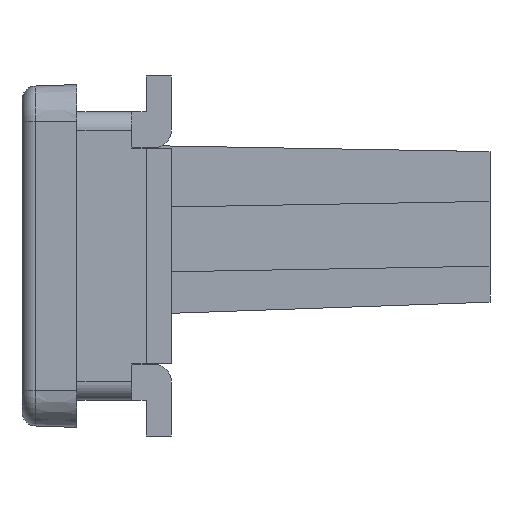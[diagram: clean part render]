
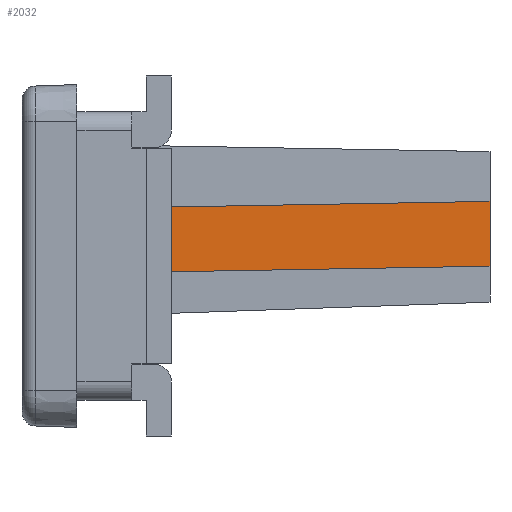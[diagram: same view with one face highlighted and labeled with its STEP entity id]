
A CAD part, left-side view. The second image highlights one B-rep face of the part: STEP entity #2032.
In plain terms, the highlighted planar face has unit normal (-1, -0.018, 0).
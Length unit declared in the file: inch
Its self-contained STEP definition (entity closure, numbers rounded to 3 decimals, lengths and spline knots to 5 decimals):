
#66=PLANE('',#2171);
#157=FACE_OUTER_BOUND('',#260,.T.);
#260=EDGE_LOOP('',(#1554,#1555,#1556,#1557));
#403=LINE('',#2961,#648);
#410=LINE('',#2974,#655);
#455=LINE('',#3080,#700);
#456=LINE('',#3082,#701);
#648=VECTOR('',#2400,0.45195);
#655=VECTOR('',#2411,0.07087);
#700=VECTOR('',#2512,0.45195);
#701=VECTOR('',#2515,0.07087);
#912=VERTEX_POINT('',#2954);
#915=VERTEX_POINT('',#2959);
#919=VERTEX_POINT('',#2972);
#952=VERTEX_POINT('',#3078);
#1117=EDGE_CURVE('',#912,#915,#403,.T.);
#1124=EDGE_CURVE('',#915,#919,#410,.T.);
#1177=EDGE_CURVE('',#919,#952,#455,.T.);
#1178=EDGE_CURVE('',#952,#912,#456,.T.);
#1554=ORIENTED_EDGE('',*,*,#1124,.T.);
#1555=ORIENTED_EDGE('',*,*,#1177,.T.);
#1556=ORIENTED_EDGE('',*,*,#1178,.T.);
#1557=ORIENTED_EDGE('',*,*,#1117,.T.);
#2032=ADVANCED_FACE('',(#157),#66,.T.);
#2171=AXIS2_PLACEMENT_3D('',#3081,#2513,#2514);
#2400=DIRECTION('',(-0.017,1.,-0.017));
#2411=DIRECTION('',(0.,0.,-1.));
#2512=DIRECTION('',(0.017,-1.,0.017));
#2513=DIRECTION('center_axis',(-1.,-0.017,0.));
#2514=DIRECTION('ref_axis',(0.,0.,1.));
#2515=DIRECTION('',(0.,0.,1.));
#2954=CARTESIAN_POINT('',(0.48146,-0.51181,0.05972));
#2959=CARTESIAN_POINT('',(0.47357,-0.06,0.05183));
#2961=CARTESIAN_POINT('',(0.48146,-0.51181,0.05972));
#2972=CARTESIAN_POINT('',(0.47357,-0.06,-0.01904));
#2974=CARTESIAN_POINT('',(0.47357,-0.06,0.05183));
#3078=CARTESIAN_POINT('',(0.48146,-0.51181,-0.01115));
#3080=CARTESIAN_POINT('',(0.47357,-0.06,-0.01904));
#3081=CARTESIAN_POINT('Origin',(0.48146,-0.51181,-0.07499));
#3082=CARTESIAN_POINT('',(0.48146,-0.51181,-0.01115));
